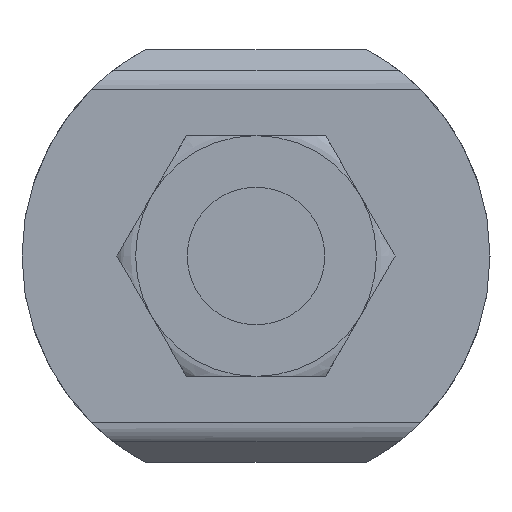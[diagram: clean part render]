
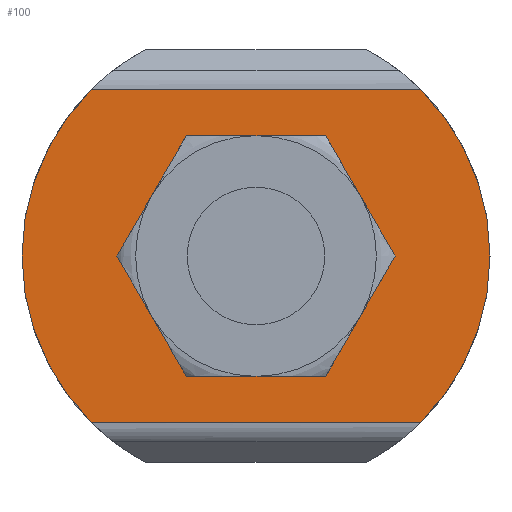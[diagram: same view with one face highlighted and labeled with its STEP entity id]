
A CAD part, left-side view. The second image highlights one B-rep face of the part: STEP entity #100.
In plain terms, the highlighted planar face has unit normal (-1, 0, 0).
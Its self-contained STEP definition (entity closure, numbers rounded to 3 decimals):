
#100 = ADVANCED_FACE( '', ( #204, #205 ), #206, .T. );
#204 = FACE_OUTER_BOUND( '', #361, .T. );
#205 = FACE_BOUND( '', #362, .T. );
#206 = PLANE( '', #363 );
#361 = EDGE_LOOP( '', ( #670, #671, #672, #673 ) );
#362 = EDGE_LOOP( '', ( #674, #675, #676, #677, #678, #679, #680, #681, #682, #683, #684, #685 ) );
#363 = AXIS2_PLACEMENT_3D( '', #686, #687, #688 );
#670 = ORIENTED_EDGE( '', *, *, #1075, .T. );
#671 = ORIENTED_EDGE( '', *, *, #1124, .T. );
#672 = ORIENTED_EDGE( '', *, *, #1065, .T. );
#673 = ORIENTED_EDGE( '', *, *, #1118, .F. );
#674 = ORIENTED_EDGE( '', *, *, #1125, .F. );
#675 = ORIENTED_EDGE( '', *, *, #1126, .F. );
#676 = ORIENTED_EDGE( '', *, *, #1127, .F. );
#677 = ORIENTED_EDGE( '', *, *, #1128, .F. );
#678 = ORIENTED_EDGE( '', *, *, #1129, .F. );
#679 = ORIENTED_EDGE( '', *, *, #1130, .F. );
#680 = ORIENTED_EDGE( '', *, *, #1131, .F. );
#681 = ORIENTED_EDGE( '', *, *, #1132, .F. );
#682 = ORIENTED_EDGE( '', *, *, #1133, .F. );
#683 = ORIENTED_EDGE( '', *, *, #1134, .F. );
#684 = ORIENTED_EDGE( '', *, *, #1135, .F. );
#685 = ORIENTED_EDGE( '', *, *, #1136, .F. );
#686 = CARTESIAN_POINT( '', ( 9.99, 12., -7.253 ) );
#687 = DIRECTION( '', ( -1., 0., 0. ) );
#688 = DIRECTION( '', ( 0., 0., -1. ) );
#1065 = EDGE_CURVE( '', #1261, #1262, #1263, .T. );
#1075 = EDGE_CURVE( '', #1281, #1282, #1283, .T. );
#1118 = EDGE_CURVE( '', #1281, #1262, #1354, .T. );
#1124 = EDGE_CURVE( '', #1282, #1261, #1360, .T. );
#1125 = EDGE_CURVE( '', #1361, #1362, #1363, .T. );
#1126 = EDGE_CURVE( '', #1364, #1361, #1365, .T. );
#1127 = EDGE_CURVE( '', #1366, #1364, #1367, .T. );
#1128 = EDGE_CURVE( '', #1368, #1366, #1369, .T. );
#1129 = EDGE_CURVE( '', #1370, #1368, #1371, .T. );
#1130 = EDGE_CURVE( '', #1372, #1370, #1373, .T. );
#1131 = EDGE_CURVE( '', #1374, #1372, #1375, .T. );
#1132 = EDGE_CURVE( '', #1376, #1374, #1377, .T. );
#1133 = EDGE_CURVE( '', #1378, #1376, #1379, .T. );
#1134 = EDGE_CURVE( '', #1380, #1378, #1381, .T. );
#1135 = EDGE_CURVE( '', #1382, #1380, #1383, .T. );
#1136 = EDGE_CURVE( '', #1362, #1382, #1384, .T. );
#1261 = VERTEX_POINT( '', #1561 );
#1262 = VERTEX_POINT( '', #1562 );
#1263 = CIRCLE( '', #1563, 10.2 );
#1281 = VERTEX_POINT( '', #1593 );
#1282 = VERTEX_POINT( '', #1594 );
#1283 = CIRCLE( '', #1595, 10.2 );
#1354 = LINE( '', #1713, #1714 );
#1360 = LINE( '', #1724, #1725 );
#1361 = VERTEX_POINT( '', #1726 );
#1362 = VERTEX_POINT( '', #1727 );
#1363 = LINE( '', #1728, #1729 );
#1364 = VERTEX_POINT( '', #1730 );
#1365 = CIRCLE( '', #1731, 5.405 );
#1366 = VERTEX_POINT( '', #1732 );
#1367 = LINE( '', #1733, #1734 );
#1368 = VERTEX_POINT( '', #1735 );
#1369 = CIRCLE( '', #1736, 5.405 );
#1370 = VERTEX_POINT( '', #1737 );
#1371 = LINE( '', #1738, #1739 );
#1372 = VERTEX_POINT( '', #1740 );
#1373 = CIRCLE( '', #1741, 5.405 );
#1374 = VERTEX_POINT( '', #1742 );
#1375 = LINE( '', #1743, #1744 );
#1376 = VERTEX_POINT( '', #1745 );
#1377 = CIRCLE( '', #1746, 5.405 );
#1378 = VERTEX_POINT( '', #1747 );
#1379 = LINE( '', #1748, #1749 );
#1380 = VERTEX_POINT( '', #1750 );
#1381 = CIRCLE( '', #1751, 5.405 );
#1382 = VERTEX_POINT( '', #1752 );
#1383 = LINE( '', #1753, #1754 );
#1384 = CIRCLE( '', #1755, 5.405 );
#1561 = CARTESIAN_POINT( '', ( 9.99, -7.172, -7.253 ) );
#1562 = CARTESIAN_POINT( '', ( 9.99, -7.172, 7.253 ) );
#1563 = AXIS2_PLACEMENT_3D( '', #2465, #2466, #2467 );
#1593 = CARTESIAN_POINT( '', ( 9.99, 7.172, 7.253 ) );
#1594 = CARTESIAN_POINT( '', ( 9.99, 7.172, -7.253 ) );
#1595 = AXIS2_PLACEMENT_3D( '', #2485, #2486, #2487 );
#1713 = CARTESIAN_POINT( '', ( 9.99, 12., 7.253 ) );
#1714 = VECTOR( '', #2562, 1. );
#1724 = CARTESIAN_POINT( '', ( 9.99, 12., -7.253 ) );
#1725 = VECTOR( '', #2570, 1. );
#1726 = CARTESIAN_POINT( '', ( 9.99, -5.188, 1.514 ) );
#1727 = CARTESIAN_POINT( '', ( 9.99, -3.905, 3.736 ) );
#1728 = CARTESIAN_POINT( '', ( 9.99, -3.859, 3.816 ) );
#1729 = VECTOR( '', #2571, 1. );
#1730 = CARTESIAN_POINT( '', ( 9.99, -5.188, -1.514 ) );
#1731 = AXIS2_PLACEMENT_3D( '', #2572, #2573, #2574 );
#1732 = CARTESIAN_POINT( '', ( 9.99, -3.905, -3.736 ) );
#1733 = CARTESIAN_POINT( '', ( 9.99, -2.234, -6.63 ) );
#1734 = VECTOR( '', #2575, 1. );
#1735 = CARTESIAN_POINT( '', ( 9.99, -1.283, -5.25 ) );
#1736 = AXIS2_PLACEMENT_3D( '', #2576, #2577, #2578 );
#1737 = CARTESIAN_POINT( '', ( 9.99, 1.283, -5.25 ) );
#1738 = CARTESIAN_POINT( '', ( 9.99, 4.484, -5.25 ) );
#1739 = VECTOR( '', #2579, 1. );
#1740 = CARTESIAN_POINT( '', ( 9.99, 3.905, -3.736 ) );
#1741 = AXIS2_PLACEMENT_3D( '', #2580, #2581, #2582 );
#1742 = CARTESIAN_POINT( '', ( 9.99, 5.188, -1.514 ) );
#1743 = CARTESIAN_POINT( '', ( 9.99, 3.719, -4.059 ) );
#1744 = VECTOR( '', #2583, 1. );
#1745 = CARTESIAN_POINT( '', ( 9.99, 5.188, 1.514 ) );
#1746 = AXIS2_PLACEMENT_3D( '', #2584, #2585, #2586 );
#1747 = CARTESIAN_POINT( '', ( 9.99, 3.905, 3.736 ) );
#1748 = CARTESIAN_POINT( '', ( 9.99, 8.375, -4.005 ) );
#1749 = VECTOR( '', #2587, 1. );
#1750 = CARTESIAN_POINT( '', ( 9.99, 1.283, 5.25 ) );
#1751 = AXIS2_PLACEMENT_3D( '', #2588, #2589, #2590 );
#1752 = CARTESIAN_POINT( '', ( 9.99, -1.283, 5.25 ) );
#1753 = CARTESIAN_POINT( '', ( 9.99, 7.516, 5.25 ) );
#1754 = VECTOR( '', #2591, 1. );
#1755 = AXIS2_PLACEMENT_3D( '', #2592, #2593, #2594 );
#2465 = CARTESIAN_POINT( '', ( 9.99, 0., 0. ) );
#2466 = DIRECTION( '', ( -1., 0., 0. ) );
#2467 = DIRECTION( '', ( 0., 0., -1. ) );
#2485 = CARTESIAN_POINT( '', ( 9.99, 0., 0. ) );
#2486 = DIRECTION( '', ( -1., 0., 0. ) );
#2487 = DIRECTION( '', ( 0., 0., -1. ) );
#2562 = DIRECTION( '', ( 0., -1., 0. ) );
#2570 = DIRECTION( '', ( 0., -1., 0. ) );
#2571 = DIRECTION( '', ( 0., 0.5, 0.866 ) );
#2572 = CARTESIAN_POINT( '', ( 9.99, 0., 0. ) );
#2573 = DIRECTION( '', ( -1., 0., 0. ) );
#2574 = DIRECTION( '', ( 0., 0., 1. ) );
#2575 = DIRECTION( '', ( 0., -0.5, 0.866 ) );
#2576 = CARTESIAN_POINT( '', ( 9.99, 0., 0. ) );
#2577 = DIRECTION( '', ( -1., 0., 0. ) );
#2578 = DIRECTION( '', ( 0., 0., 1. ) );
#2579 = DIRECTION( '', ( 0., -1., 0. ) );
#2580 = CARTESIAN_POINT( '', ( 9.99, 0., 0. ) );
#2581 = DIRECTION( '', ( -1., 0., 0. ) );
#2582 = DIRECTION( '', ( 0., 0., 1. ) );
#2583 = DIRECTION( '', ( 0., -0.5, -0.866 ) );
#2584 = CARTESIAN_POINT( '', ( 9.99, 0., 0. ) );
#2585 = DIRECTION( '', ( -1., 0., 0. ) );
#2586 = DIRECTION( '', ( 0., 0., 1. ) );
#2587 = DIRECTION( '', ( 0., 0.5, -0.866 ) );
#2588 = CARTESIAN_POINT( '', ( 9.99, 0., 0. ) );
#2589 = DIRECTION( '', ( -1., 0., 0. ) );
#2590 = DIRECTION( '', ( 0., 0., 1. ) );
#2591 = DIRECTION( '', ( 0., 1., 0. ) );
#2592 = CARTESIAN_POINT( '', ( 9.99, 0., 0. ) );
#2593 = DIRECTION( '', ( -1., 0., 0. ) );
#2594 = DIRECTION( '', ( 0., 0., 1. ) );
